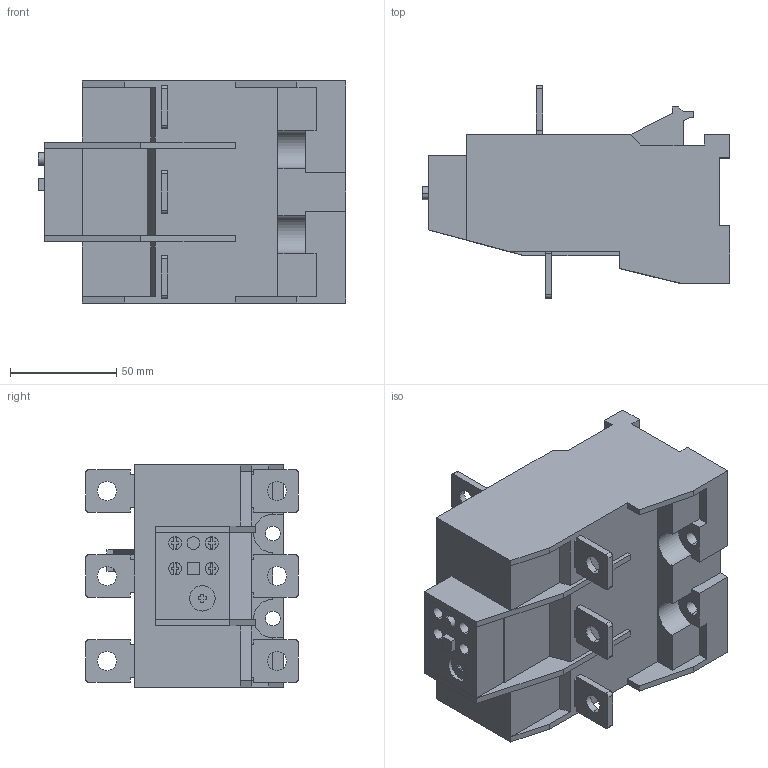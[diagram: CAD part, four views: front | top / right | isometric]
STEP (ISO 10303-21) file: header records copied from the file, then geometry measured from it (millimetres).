
FILE_DESCRIPTION (( 'STEP AP203' ), '1' );
FILE_NAME ('ﾐﾒﾝ-4355-55-80.STEP', '2016-11-02T14:47:15', ( '' ), ( '' ), 'SwSTEP 2.0', 'SolidWorks 2016', '' );
FILE_SCHEMA (( 'CONFIG_CONTROL_DESIGN' ));
Length unit declared in the file: millimetre
Products named in the file (1): ﾐﾒﾝ-4355-55-80
Bounding box: 144.8 x 100 x 104.5 mm (x, y, z)
Volume: 710169.4 mm3; surface area: 77525.7 mm2
Topology: 5 solids, 5 shells, 291 faces, 777 edges, 514 vertices
Faces by surface type: plane 245, cylinder 46
Entity records: 9052 total; most frequent: CARTESIAN_POINT 1583, ORIENTED_EDGE 1554, DIRECTION 1453, EDGE_CURVE 777, LINE 685, VECTOR 685, VERTEX_POINT 514, AXIS2_PLACEMENT_3D 384
